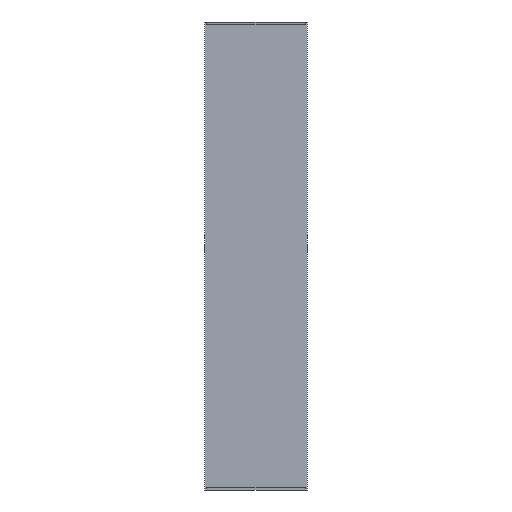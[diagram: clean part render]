
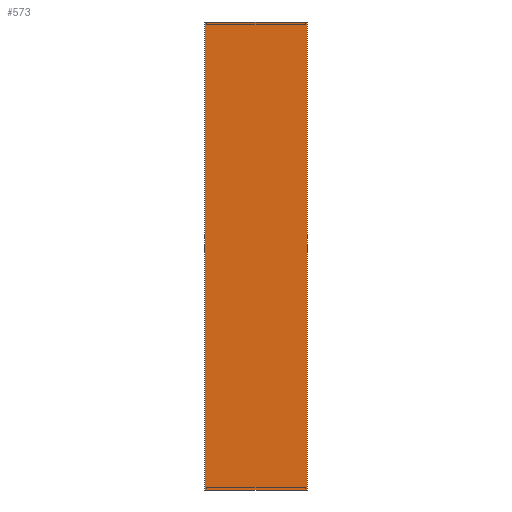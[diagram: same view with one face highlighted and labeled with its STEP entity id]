
A CAD part, left-side view. The second image highlights one B-rep face of the part: STEP entity #573.
In plain terms, the highlighted planar face has unit normal (-1, 0, 0).
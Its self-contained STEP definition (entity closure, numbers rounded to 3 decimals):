
#24=FACE_OUTER_BOUND('',#54,.T.);
#54=EDGE_LOOP('',(#398,#399,#400,#401));
#99=LINE('',#817,#175);
#105=LINE('',#828,#181);
#107=LINE('',#832,#183);
#108=LINE('',#833,#184);
#175=VECTOR('',#668,3.2);
#181=VECTOR('',#678,0.7);
#183=VECTOR('',#682,0.7);
#184=VECTOR('',#683,3.2);
#244=VERTEX_POINT('',#814);
#245=VERTEX_POINT('',#816);
#248=VERTEX_POINT('',#827);
#249=VERTEX_POINT('',#831);
#299=EDGE_CURVE('',#245,#244,#99,.T.);
#305=EDGE_CURVE('',#245,#248,#105,.T.);
#307=EDGE_CURVE('',#249,#244,#107,.T.);
#308=EDGE_CURVE('',#248,#249,#108,.T.);
#398=ORIENTED_EDGE('',*,*,#307,.F.);
#399=ORIENTED_EDGE('',*,*,#308,.F.);
#400=ORIENTED_EDGE('',*,*,#305,.F.);
#401=ORIENTED_EDGE('',*,*,#299,.T.);
#512=PLANE('',#605);
#573=ADVANCED_FACE('',(#24),#512,.T.);
#605=AXIS2_PLACEMENT_3D('',#830,#680,#681);
#668=DIRECTION('',(0.,0.,1.));
#678=DIRECTION('',(0.,1.,0.));
#680=DIRECTION('center_axis',(-1.,0.,0.));
#681=DIRECTION('ref_axis',(0.,-1.,0.));
#682=DIRECTION('',(0.,-1.,0.));
#683=DIRECTION('',(0.,0.,1.));
#814=CARTESIAN_POINT('',(-0.014,-0.014,3.186));
#816=CARTESIAN_POINT('',(-0.014,-0.014,-0.014));
#817=CARTESIAN_POINT('',(-0.014,-0.014,3.172));
#827=CARTESIAN_POINT('',(-0.014,0.686,-0.014));
#828=CARTESIAN_POINT('',(-0.014,0.,-0.014));
#830=CARTESIAN_POINT('Origin',(-0.014,0.686,3.172));
#831=CARTESIAN_POINT('',(-0.014,0.686,3.186));
#832=CARTESIAN_POINT('',(-0.014,0.686,3.186));
#833=CARTESIAN_POINT('',(-0.014,0.686,3.172));
